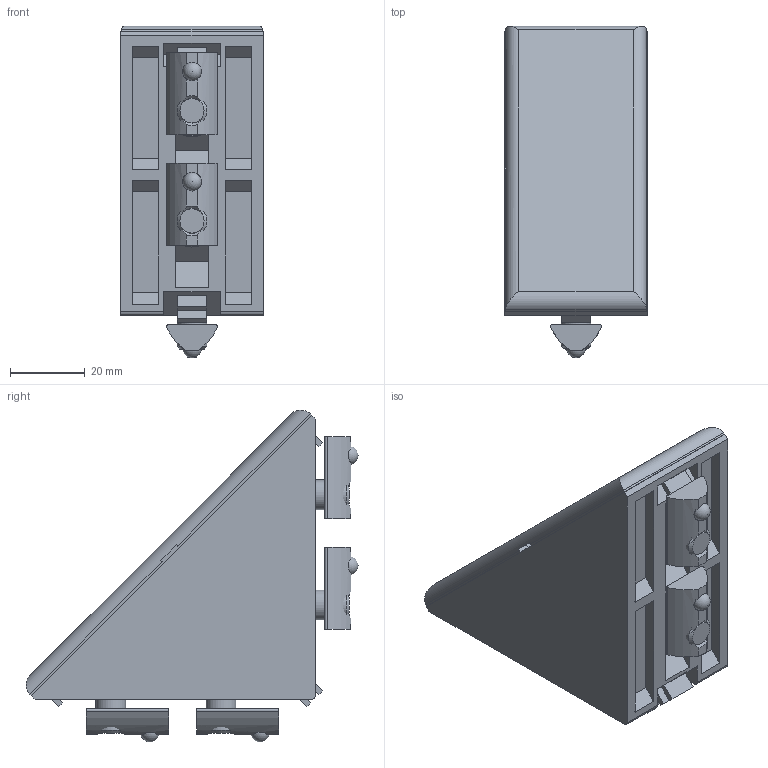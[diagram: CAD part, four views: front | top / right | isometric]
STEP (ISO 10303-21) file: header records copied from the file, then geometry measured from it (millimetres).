
FILE_DESCRIPTION(/* description */ ('STEP AP214'),/* implementation_level */ '2;1');
FILE_NAME(/* name */ '1007701.stp',/* time_stamp */ '2024-05-07T12:14:47+02:00',/* author */ ('b.steehouwer'),/* organization */ ('CADENAS'),/* preprocessor_version */ 'ST-DEVELOPER v18.1',/* originating_system */ 'Autodesk Inventor 2021',/* authorisation */ ' ');
FILE_SCHEMA (('AUTOMOTIVE_DESIGN { 1 0 10303 214 3 1 1 }'));
Length unit declared in the file: millimetre
Products named in the file (11): 1007701; 1007701-1; 1007701-2; 1007701-3; 1007701-4; 1007701-5; 1007701-6; 1007701-7; 1007701-8; 1007701-9; 1007701-10
Assembly tree (10 placements, depth 2):
  1007701
    1007701-1
    1007701-2
    1007701-3
    1007701-4
    1007701-5
    1007701-6
    1007701-7
    1007701-8
    1007701-9
    1007701-10
Bounding box: 38 x 88.79 x 88.79 mm (x, y, z)
Volume: 62699.5 mm3; surface area: 40426.4 mm2
Topology: 10 solids, 10 shells, 318 faces, 831 edges, 550 vertices
Faces by surface type: plane 231, cylinder 47, cone 20, torus 12, sphere 4, bspline 4
Full cylindrical faces by diameter (mm): 6.647 x4, 8 x4
Entity records: 10516 total; most frequent: CARTESIAN_POINT 2180, ORIENTED_EDGE 1654, DIRECTION 1621, EDGE_CURVE 827, LINE 599, VECTOR 599, VERTEX_POINT 550, AXIS2_PLACEMENT_3D 511
